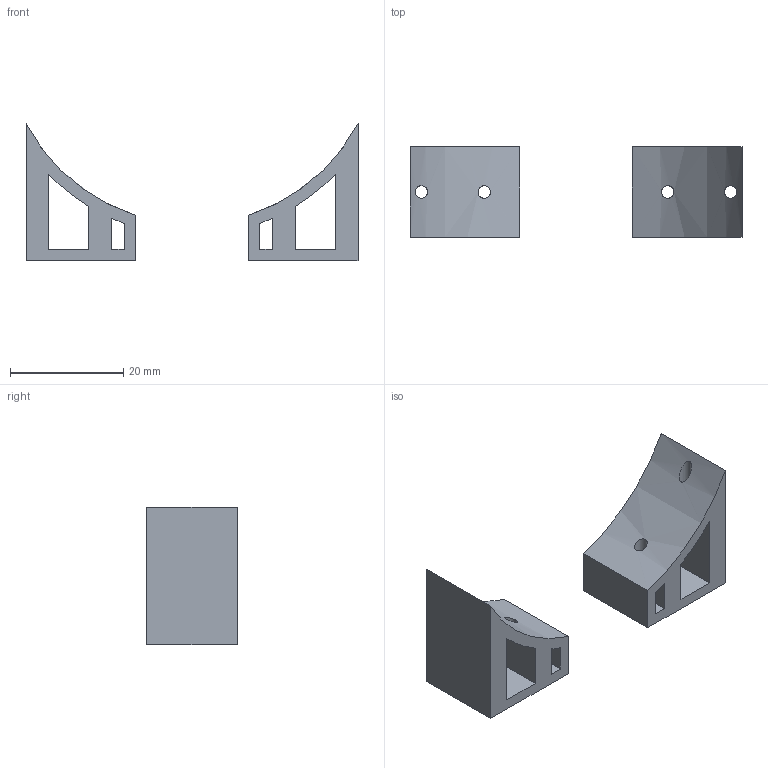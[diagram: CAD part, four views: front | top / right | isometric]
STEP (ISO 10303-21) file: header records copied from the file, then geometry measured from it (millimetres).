
FILE_DESCRIPTION(('FreeCAD Model'),'2;1');
FILE_NAME('Open CASCADE Shape Model','2023-02-23T15:57:22',(''),(''), 'Open CASCADE STEP processor 7.6','FreeCAD','Unknown');
FILE_SCHEMA(('AUTOMOTIVE_DESIGN { 1 0 10303 214 1 1 1 1 }'));
Length unit declared in the file: millimetre
Products named in the file (3): SistemaSeguridad; Body055; Body172
Assembly tree (2 placements, depth 2):
  SistemaSeguridad
    Body055
    Body172
Bounding box: 58.54 x 16 x 24.26 mm (x, y, z)
Volume: 5715.8 mm3; surface area: 5287 mm2
Topology: 2 solids, 2 shells, 32 faces, 84 edges, 56 vertices
Faces by surface type: plane 22, cylinder 10
Full cylindrical faces by diameter (mm): 2.2 x4
Entity records: 3102 total; most frequent: CARTESIAN_POINT 1327, DIRECTION 314, LINE 208, VECTOR 208, ORIENTED_EDGE 168, PCURVE 168, DEFINITIONAL_REPRESENTATION 168, EDGE_CURVE 84
